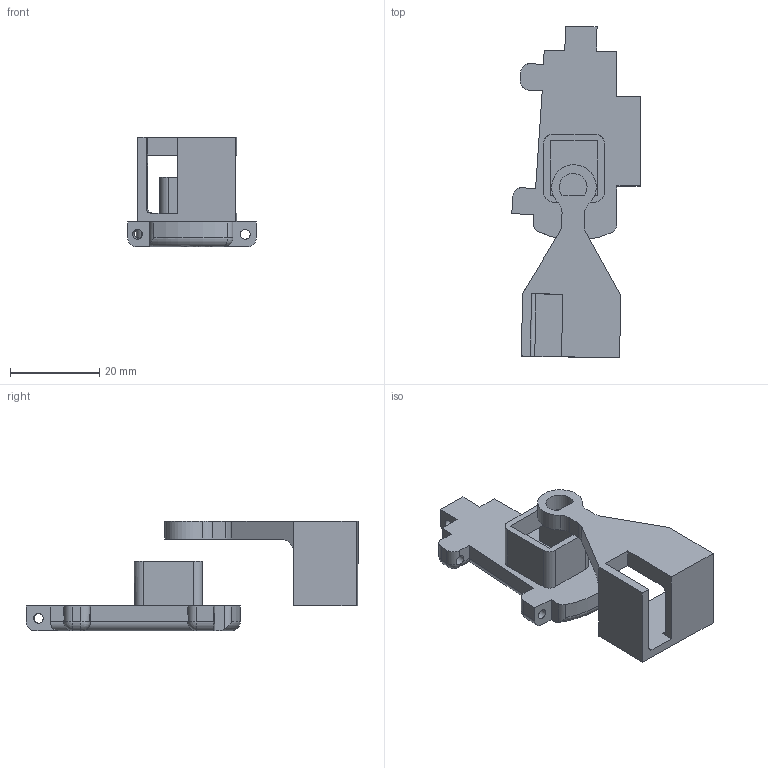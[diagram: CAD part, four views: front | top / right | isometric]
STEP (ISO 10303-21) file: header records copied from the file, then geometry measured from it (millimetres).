
FILE_DESCRIPTION(/* description */ (''),/* implementation_level */ '2;1');
FILE_NAME(/* name */ 'HolderAse.iam.stp',/* time_stamp */ '2021-06-20T10:03:42-05:00',/* author */ ('svale'),/* organization */ (''),/* preprocessor_version */ 'ST-DEVELOPER v18.1',/* originating_system */ 'Autodesk Inventor 2021',/* authorisation */ '');
FILE_SCHEMA (('AUTOMOTIVE_DESIGN { 1 0 10303 214 3 1 1 }'));
Length unit declared in the file: millimetre
Products named in the file (3): HolderAse; Pieza7; YpartKnucle
Assembly tree (2 placements, depth 2):
  HolderAse
    Pieza7
    YpartKnucle
Bounding box: 28.78 x 74.36 x 24.57 mm (x, y, z)
Volume: 8851.9 mm3; surface area: 6858.3 mm2
Topology: 2 solids, 2 shells, 95 faces, 285 edges, 196 vertices
Faces by surface type: plane 50, cylinder 39, sphere 4, bspline 1, torus 1
Full cylindrical faces by diameter (mm): 2.2 x4
Entity records: 3406 total; most frequent: CARTESIAN_POINT 688, ORIENTED_EDGE 552, DIRECTION 542, EDGE_CURVE 276, AXIS2_PLACEMENT_3D 181, LINE 180, VECTOR 180, VERTEX_POINT 180
